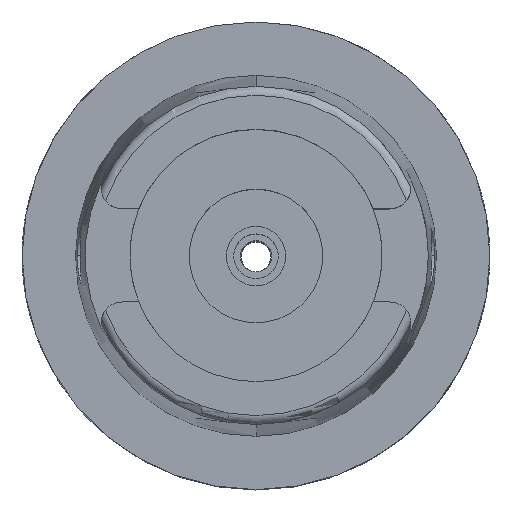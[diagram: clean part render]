
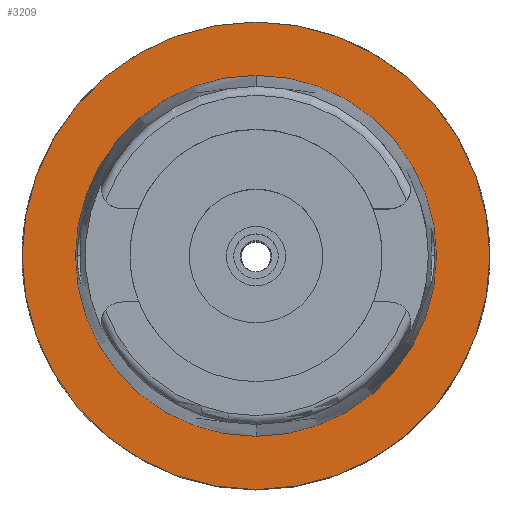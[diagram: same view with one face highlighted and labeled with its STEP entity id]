
A CAD part, top view. The second image highlights one B-rep face of the part: STEP entity #3209.
In plain terms, the highlighted planar face has unit normal (0, 0, 1).
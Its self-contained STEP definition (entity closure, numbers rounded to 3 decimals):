
#664=CARTESIAN_POINT('',(0.,0.,0.));
#665=DIRECTION('',(0.,0.,-1.));
#666=DIRECTION('',(0.,-1.,0.));
#667=AXIS2_PLACEMENT_3D('',#664,#665,#666);
#672=CARTESIAN_POINT('',(0.,0.,0.));
#673=DIRECTION('',(0.,0.,-1.));
#674=DIRECTION('',(0.,1.,0.));
#675=AXIS2_PLACEMENT_3D('',#672,#673,#674);
#680=CARTESIAN_POINT('',(0.,0.,0.));
#681=DIRECTION('',(0.,0.,1.));
#682=DIRECTION('',(0.,-1.,0.));
#683=AXIS2_PLACEMENT_3D('',#680,#681,#682);
#688=CARTESIAN_POINT('',(0.,0.,0.));
#689=DIRECTION('',(0.,0.,1.));
#690=DIRECTION('',(0.,1.,0.));
#691=AXIS2_PLACEMENT_3D('',#688,#689,#690);
#2542=CARTESIAN_POINT('',(0.,-24.315,0.));
#2543=VERTEX_POINT('',#2542);
#2544=CARTESIAN_POINT('',(0.,24.315,0.));
#2545=VERTEX_POINT('',#2544);
#2552=CARTESIAN_POINT('',(0.,-31.5,0.));
#2553=CARTESIAN_POINT('',(0.,31.5,0.));
#2554=VERTEX_POINT('',#2552);
#2555=VERTEX_POINT('',#2553);
#3194=CARTESIAN_POINT('',(0.,0.,0.));
#3195=DIRECTION('',(0.,0.,-1.));
#3196=DIRECTION('',(0.,-1.,0.));
#3197=AXIS2_PLACEMENT_3D('',#3194,#3195,#3196);
#3198=PLANE('',#3197);
#3200=ORIENTED_EDGE('',*,*,#3199,.T.);
#3202=ORIENTED_EDGE('',*,*,#3201,.T.);
#3203=EDGE_LOOP('',(#3200,#3202));
#3204=FACE_OUTER_BOUND('',#3203,.F.);
#3205=ORIENTED_EDGE('',*,*,#3067,.T.);
#3206=ORIENTED_EDGE('',*,*,#3168,.T.);
#3207=EDGE_LOOP('',(#3205,#3206));
#3208=FACE_BOUND('',#3207,.F.);
#668=CIRCLE('',#667,31.5);
#676=CIRCLE('',#675,31.5);
#684=CIRCLE('',#683,24.315);
#692=CIRCLE('',#691,24.315);
#3067=EDGE_CURVE('',#2543,#2545,#684,.T.);
#3168=EDGE_CURVE('',#2545,#2543,#692,.T.);
#3199=EDGE_CURVE('',#2554,#2555,#668,.T.);
#3201=EDGE_CURVE('',#2555,#2554,#676,.T.);
#3209=ADVANCED_FACE('',(#3204,#3208),#3198,.F.);
